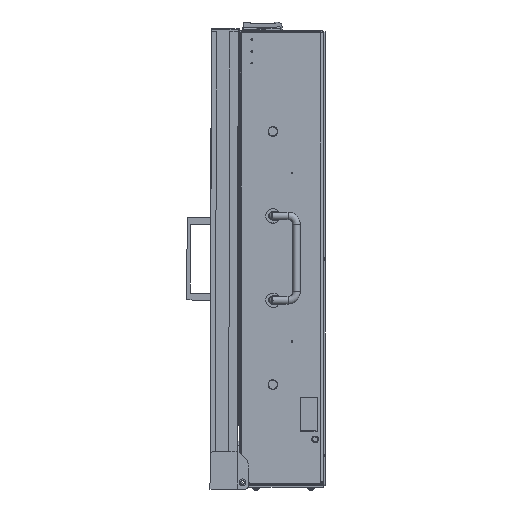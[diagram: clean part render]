
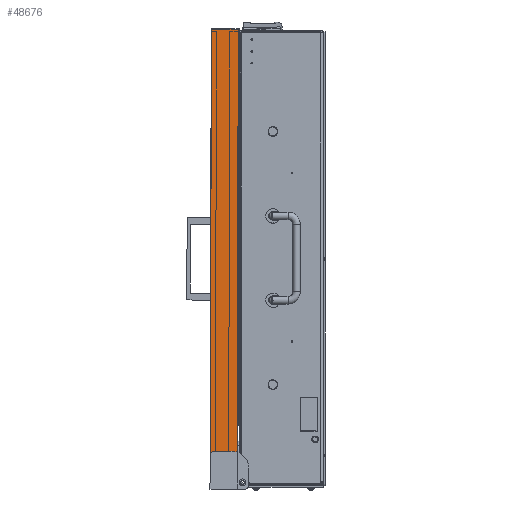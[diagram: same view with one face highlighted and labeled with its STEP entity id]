
A CAD part, left-side view. The second image highlights one B-rep face of the part: STEP entity #48676.
In plain terms, the highlighted planar face has unit normal (-1, 0, 0).
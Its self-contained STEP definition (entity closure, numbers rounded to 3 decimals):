
#336 = VERTEX_POINT ( 'NONE', #66304 ) ;
#896 = EDGE_CURVE ( 'NONE', #9243, #4481, #45071, .T. ) ;
#1074 = DIRECTION ( 'NONE',  ( 0., -1., 0. ) ) ;
#1706 = CARTESIAN_POINT ( 'NONE',  ( -327.5, 33., -228. ) ) ;
#4030 = EDGE_CURVE ( 'NONE', #336, #4481, #50921, .T. ) ;
#4108 = DIRECTION ( 'NONE',  ( 0., 0., -1. ) ) ;
#4481 = VERTEX_POINT ( 'NONE', #7918 ) ;
#4745 = CARTESIAN_POINT ( 'NONE',  ( -327.5, 33., -233. ) ) ;
#7918 = CARTESIAN_POINT ( 'NONE',  ( -327.5, 28., -228. ) ) ;
#8931 = AXIS2_PLACEMENT_3D ( 'NONE', #34805, #59390, #4108 ) ;
#9243 = VERTEX_POINT ( 'NONE', #4745 ) ;
#10248 = EDGE_CURVE ( 'NONE', #71926, #336, #67609, .T. ) ;
#11902 = LINE ( 'NONE', #32079, #46254 ) ;
#13188 = CARTESIAN_POINT ( 'NONE',  ( -327.5, 33., 273. ) ) ;
#13809 = EDGE_CURVE ( 'NONE', #71926, #66204, #11902, .T. ) ;
#17922 = CARTESIAN_POINT ( 'NONE',  ( -327.5, 0., 273. ) ) ;
#20431 = LINE ( 'NONE', #13188, #53163 ) ;
#20655 = DIRECTION ( 'NONE',  ( 0., 0., -1. ) ) ;
#21056 = PLANE ( 'NONE',  #75564 ) ;
#25168 = LINE ( 'NONE', #38877, #62174 ) ;
#26345 = DIRECTION ( 'NONE',  ( 0., 1., 0. ) ) ;
#29693 = EDGE_CURVE ( 'NONE', #78189, #66204, #20431, .T. ) ;
#32079 = CARTESIAN_POINT ( 'NONE',  ( -327.5, 0., -273. ) ) ;
#34453 = ORIENTED_EDGE ( 'NONE', *, *, #78582, .F. ) ;
#34805 = CARTESIAN_POINT ( 'NONE',  ( -327.5, 28., -233. ) ) ;
#36429 = ORIENTED_EDGE ( 'NONE', *, *, #10248, .F. ) ;
#38419 = CARTESIAN_POINT ( 'NONE',  ( -327.5, 33., -273. ) ) ;
#38877 = CARTESIAN_POINT ( 'NONE',  ( -327.5, 33., -273. ) ) ;
#42265 = VECTOR ( 'NONE', #26345, 1000. ) ;
#45071 = CIRCLE ( 'NONE', #8931, 5. ) ;
#46254 = VECTOR ( 'NONE', #50217, 1000. ) ;
#46457 = ORIENTED_EDGE ( 'NONE', *, *, #13809, .T. ) ;
#48676 = ADVANCED_FACE ( 'NONE', ( #68998 ), #21056, .F. ) ;
#50217 = DIRECTION ( 'NONE',  ( 0., 0., 1. ) ) ;
#50921 = LINE ( 'NONE', #1706, #42265 ) ;
#50961 = DIRECTION ( 'NONE',  ( 0., 0., 1. ) ) ;
#53163 = VECTOR ( 'NONE', #1074, 1000. ) ;
#55129 = DIRECTION ( 'NONE',  ( -1., 0., 0. ) ) ;
#55526 = DIRECTION ( 'NONE',  ( 0., 0., -1. ) ) ;
#59390 = DIRECTION ( 'NONE',  ( 1., 0., 0. ) ) ;
#62174 = VECTOR ( 'NONE', #50961, 1000. ) ;
#62982 = DIRECTION ( 'NONE',  ( 1., 0., 0. ) ) ;
#66204 = VERTEX_POINT ( 'NONE', #17922 ) ;
#66304 = CARTESIAN_POINT ( 'NONE',  ( -327.5, 7., -228. ) ) ;
#66644 = CARTESIAN_POINT ( 'NONE',  ( -327.5, 0., -229.265 ) ) ;
#67609 = CIRCLE ( 'NONE', #68942, 20. ) ;
#68942 = AXIS2_PLACEMENT_3D ( 'NONE', #79281, #55129, #55526 ) ;
#68998 = FACE_OUTER_BOUND ( 'NONE', #69520, .T. ) ;
#69520 = EDGE_LOOP ( 'NONE', ( #74985, #36429, #46457, #78673, #34453, #78591 ) ) ;
#71926 = VERTEX_POINT ( 'NONE', #66644 ) ;
#73679 = CARTESIAN_POINT ( 'NONE',  ( -327.5, 33., 273. ) ) ;
#74985 = ORIENTED_EDGE ( 'NONE', *, *, #4030, .F. ) ;
#75564 = AXIS2_PLACEMENT_3D ( 'NONE', #38419, #62982, #20655 ) ;
#78189 = VERTEX_POINT ( 'NONE', #73679 ) ;
#78582 = EDGE_CURVE ( 'NONE', #9243, #78189, #25168, .T. ) ;
#78591 = ORIENTED_EDGE ( 'NONE', *, *, #896, .T. ) ;
#78673 = ORIENTED_EDGE ( 'NONE', *, *, #29693, .F. ) ;
#79281 = CARTESIAN_POINT ( 'NONE',  ( -327.5, 7., -248. ) ) ;
